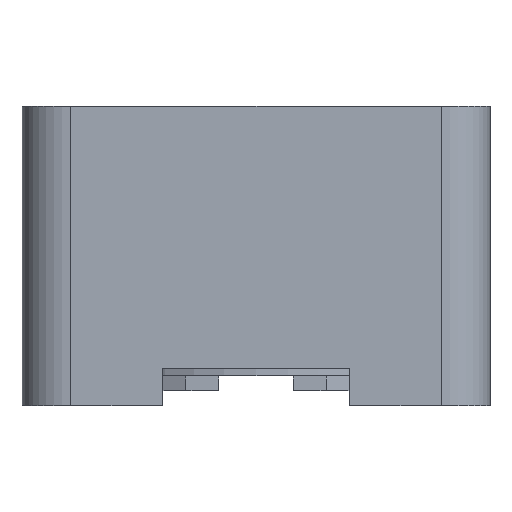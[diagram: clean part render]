
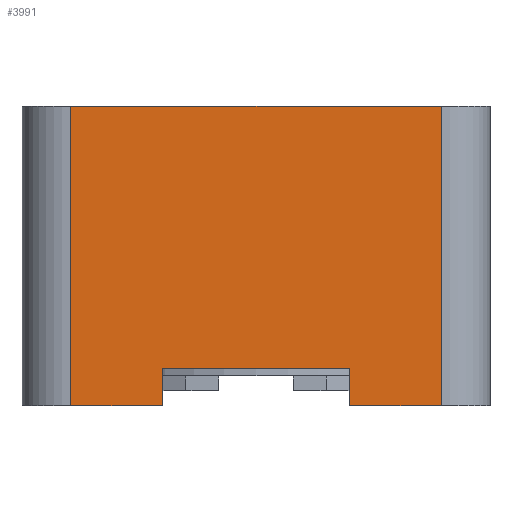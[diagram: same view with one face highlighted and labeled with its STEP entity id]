
A CAD part, front view. The second image highlights one B-rep face of the part: STEP entity #3991.
In plain terms, the highlighted planar face has unit normal (0, -1, 0).
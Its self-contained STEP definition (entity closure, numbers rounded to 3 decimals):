
#3189=CARTESIAN_POINT('',(-4.95,-6.25,8.0));
#3190=VERTEX_POINT('',#3189);
#3200=CARTESIAN_POINT('',(4.95,-6.25,8.0));
#3201=VERTEX_POINT('',#3200);
#3202=CARTESIAN_POINT('',(-4.95,-6.25,8.0));
#3203=DIRECTION('',(1.0,0.0,0.0));
#3204=VECTOR('',#3203,9.9);
#3205=LINE('',#3202,#3204);
#3206=EDGE_CURVE('',#3190,#3201,#3205,.T.);
#3455=CARTESIAN_POINT('',(2.5,-6.25,1.0));
#3456=VERTEX_POINT('',#3455);
#3463=CARTESIAN_POINT('',(-2.5,-6.25,1.0));
#3464=VERTEX_POINT('',#3463);
#3465=CARTESIAN_POINT('',(-2.5,-6.25,1.));
#3466=DIRECTION('',(1.0,0.0,0.0));
#3467=VECTOR('',#3466,5.);
#3468=LINE('',#3465,#3467);
#3469=EDGE_CURVE('',#3464,#3456,#3468,.T.);
#3487=CARTESIAN_POINT('',(-4.95,-6.25,0.0));
#3488=VERTEX_POINT('',#3487);
#3496=CARTESIAN_POINT('',(-4.95,-6.25,0.0));
#3497=DIRECTION('',(0.0,0.0,1.0));
#3498=VECTOR('',#3497,8.0);
#3499=LINE('',#3496,#3498);
#3500=EDGE_CURVE('',#3488,#3190,#3499,.T.);
#3564=CARTESIAN_POINT('',(4.95,-6.25,0.0));
#3565=VERTEX_POINT('',#3564);
#3582=CARTESIAN_POINT('',(4.95,-6.25,8.0));
#3583=DIRECTION('',(0.0,0.0,-1.0));
#3584=VECTOR('',#3583,8.0);
#3585=LINE('',#3582,#3584);
#3586=EDGE_CURVE('',#3201,#3565,#3585,.T.);
#3653=CARTESIAN_POINT('',(2.5,-6.25,0.0));
#3654=VERTEX_POINT('',#3653);
#3655=CARTESIAN_POINT('',(4.95,-6.25,0.0));
#3656=DIRECTION('',(-1.0,0.0,0.0));
#3657=VECTOR('',#3656,2.45);
#3658=LINE('',#3655,#3657);
#3659=EDGE_CURVE('',#3565,#3654,#3658,.T.);
#3909=CARTESIAN_POINT('',(-2.5,-6.25,0.0));
#3910=VERTEX_POINT('',#3909);
#3911=CARTESIAN_POINT('',(-2.5,-6.25,0.0));
#3912=DIRECTION('',(0.0,0.0,1.0));
#3913=VECTOR('',#3912,1.0);
#3914=LINE('',#3911,#3913);
#3915=EDGE_CURVE('',#3910,#3464,#3914,.T.);
#3933=CARTESIAN_POINT('',(2.5,-6.25,1.0));
#3934=DIRECTION('',(0.0,0.0,-1.0));
#3935=VECTOR('',#3934,1.0);
#3936=LINE('',#3933,#3935);
#3937=EDGE_CURVE('',#3456,#3654,#3936,.T.);
#3953=CARTESIAN_POINT('',(-2.5,-6.25,0.0));
#3954=DIRECTION('',(-1.0,0.0,0.0));
#3955=VECTOR('',#3954,2.45);
#3956=LINE('',#3953,#3955);
#3957=EDGE_CURVE('',#3910,#3488,#3956,.T.);
#3976=CARTESIAN_POINT('',(0.,-6.25,4.0));
#3977=DIRECTION('',(0.0,1.0,0.0));
#3978=DIRECTION('',(0.0,0.0,1.0));
#3979=AXIS2_PLACEMENT_3D('',#3976,#3977,#3978);
#3980=PLANE('',#3979);
#3981=ORIENTED_EDGE('',*,*,#3500,.F.);
#3982=ORIENTED_EDGE('',*,*,#3957,.F.);
#3983=ORIENTED_EDGE('',*,*,#3915,.T.);
#3984=ORIENTED_EDGE('',*,*,#3469,.T.);
#3985=ORIENTED_EDGE('',*,*,#3937,.T.);
#3986=ORIENTED_EDGE('',*,*,#3659,.F.);
#3987=ORIENTED_EDGE('',*,*,#3586,.F.);
#3988=ORIENTED_EDGE('',*,*,#3206,.F.);
#3989=EDGE_LOOP('',(#3981,#3982,#3983,#3984,#3985,#3986,#3987,#3988));
#3990=FACE_OUTER_BOUND('',#3989,.T.);
#3991=ADVANCED_FACE('',(#3990),#3980,.F.);
